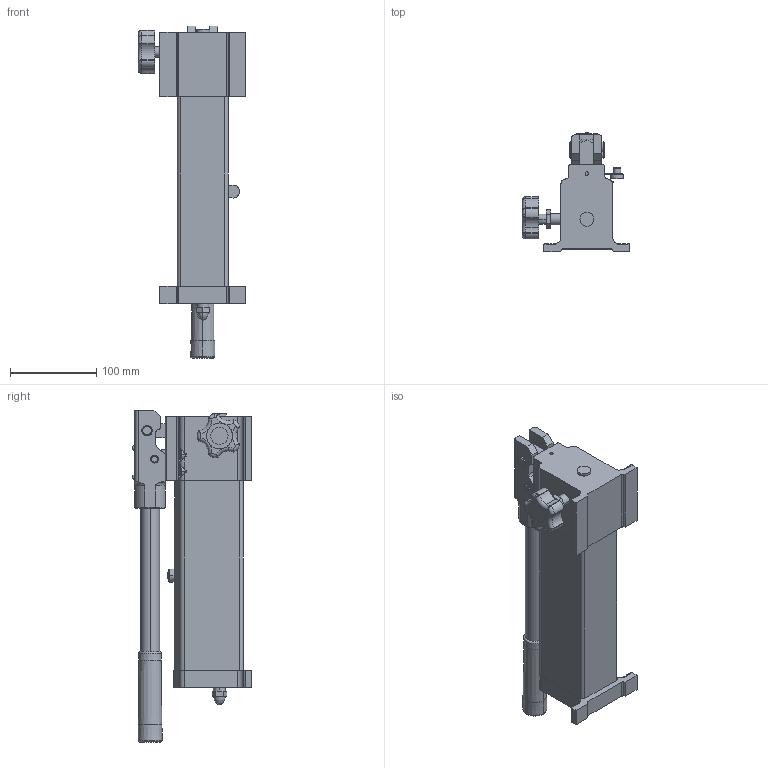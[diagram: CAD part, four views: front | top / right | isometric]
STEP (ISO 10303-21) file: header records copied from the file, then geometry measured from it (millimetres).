
FILE_DESCRIPTION (( 'STEP AP214' ), '1' );
FILE_NAME ('HP211.STEP', '2016-10-05T13:28:46', ( '' ), ( '' ), 'SwSTEP 2.0', 'SolidWorks 2016', '' );
FILE_SCHEMA (( 'AUTOMOTIVE_DESIGN' ));
Length unit declared in the file: millimetre
Products named in the file (1): HP211
Bounding box: 125.1 x 138.28 x 385 mm (x, y, z)
Volume: 1808861 mm3; surface area: 158690 mm2
Topology: 1 solids, 2 shells, 412 faces, 1063 edges, 674 vertices
Faces by surface type: plane 195, cylinder 141, torus 40, cone 30, bspline 6
Entity records: 14991 total; most frequent: CARTESIAN_POINT 3272, DIRECTION 2167, ORIENTED_EDGE 2114, EDGE_CURVE 1057, AXIS2_PLACEMENT_3D 797, VERTEX_POINT 674, VECTOR 573, LINE 573
